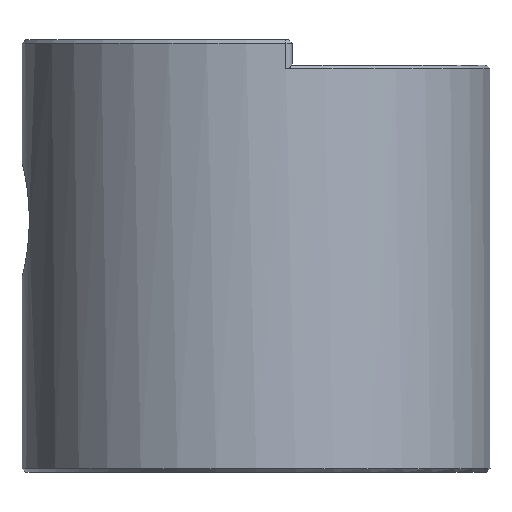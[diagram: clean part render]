
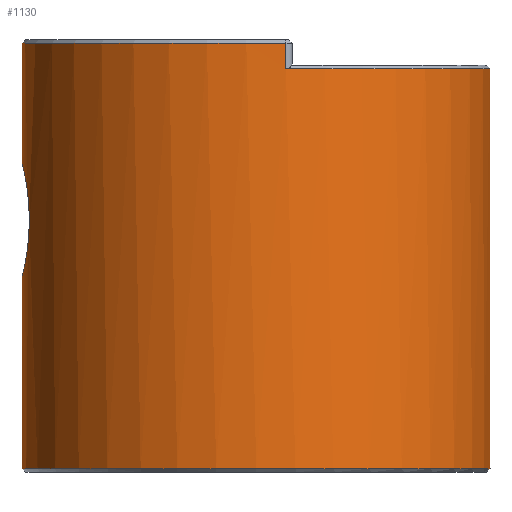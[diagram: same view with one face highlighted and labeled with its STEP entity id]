
A CAD part, left-side view. The second image highlights one B-rep face of the part: STEP entity #1130.
In plain terms, the highlighted cylindrical face has radius 32.5 mm (diameter 65 mm), a full revolution.
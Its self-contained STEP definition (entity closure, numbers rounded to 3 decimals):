
#43=B_SPLINE_CURVE_WITH_KNOTS('',3,(#1586,#1587,#1588,#1589,#1590,#1591,
#1592,#1593,#1594,#1595,#1596,#1597,#1598,#1599,#1600,#1601,#1602,#1603,
#1604),.UNSPECIFIED.,.T.,.F.,(1,1,1,1,1,1,1,1,1,1,1,1,1,1,1,1,1,1,1,1,1,
1,1),(-0.009,-0.006,-0.003,0.,
0.003,0.006,0.009,0.013,
0.016,0.019,0.022,0.025,
0.028,0.031,0.035,0.038,
0.041,0.044,0.047,0.05,
0.053,0.056,0.06),.UNSPECIFIED.);
#50=CYLINDRICAL_SURFACE('',#1200,32.5);
#70=LINE('',#1606,#110);
#71=LINE('',#1611,#111);
#110=VECTOR('',#1330,1000.);
#111=VECTOR('',#1333,1000.);
#161=ORIENTED_EDGE('',*,*,#361,.T.);
#162=ORIENTED_EDGE('',*,*,#362,.F.);
#163=ORIENTED_EDGE('',*,*,#363,.T.);
#164=ORIENTED_EDGE('',*,*,#364,.T.);
#165=ORIENTED_EDGE('',*,*,#365,.T.);
#166=ORIENTED_EDGE('',*,*,#366,.T.);
#361=EDGE_CURVE('',#461,#461,#527,.F.);
#362=EDGE_CURVE('',#462,#462,#43,.T.);
#363=EDGE_CURVE('',#463,#464,#70,.F.);
#364=EDGE_CURVE('',#464,#465,#528,.T.);
#365=EDGE_CURVE('',#465,#466,#71,.T.);
#366=EDGE_CURVE('',#466,#463,#529,.F.);
#461=VERTEX_POINT('',#1585);
#462=VERTEX_POINT('',#1605);
#463=VERTEX_POINT('',#1607);
#464=VERTEX_POINT('',#1608);
#465=VERTEX_POINT('',#1610);
#466=VERTEX_POINT('',#1612);
#527=CIRCLE('',#1201,32.5);
#528=CIRCLE('',#1202,32.5);
#529=CIRCLE('',#1203,32.5);
#572=EDGE_LOOP('',(#161));
#573=EDGE_LOOP('',(#162));
#574=EDGE_LOOP('',(#163,#164,#165,#166));
#654=FACE_BOUND('',#572,.T.);
#655=FACE_BOUND('',#573,.T.);
#656=FACE_BOUND('',#574,.T.);
#1130=ADVANCED_FACE('',(#654,#655,#656),#50,.T.);
#1200=AXIS2_PLACEMENT_3D('',#1583,#1326,#1327);
#1201=AXIS2_PLACEMENT_3D('',#1584,#1328,#1329);
#1202=AXIS2_PLACEMENT_3D('',#1609,#1331,#1332);
#1203=AXIS2_PLACEMENT_3D('',#1613,#1334,#1335);
#1326=DIRECTION('',(0.,0.,1.));
#1327=DIRECTION('',(1.,0.,0.));
#1328=DIRECTION('',(0.,0.,-1.));
#1329=DIRECTION('',(-1.,0.,0.));
#1330=DIRECTION('',(0.,0.,1.));
#1331=DIRECTION('',(0.,0.,-1.));
#1332=DIRECTION('',(-1.,0.,0.));
#1333=DIRECTION('',(0.,0.,1.));
#1334=DIRECTION('',(0.,0.,1.));
#1335=DIRECTION('',(1.,0.,0.));
#1583=CARTESIAN_POINT('',(0.,0.,-60.));
#1584=CARTESIAN_POINT('',(0.,0.,-59.5));
#1585=CARTESIAN_POINT('',(-32.5,0.,-59.5));
#1586=CARTESIAN_POINT('',(3.163,32.392,-32.575));
#1587=CARTESIAN_POINT('',(-0.002,32.554,-33.212));
#1588=CARTESIAN_POINT('',(-3.154,32.392,-32.578));
#1589=CARTESIAN_POINT('',(-5.804,32.005,-30.801));
#1590=CARTESIAN_POINT('',(-7.578,31.612,-28.153));
#1591=CARTESIAN_POINT('',(-8.21,31.444,-25.006));
#1592=CARTESIAN_POINT('',(-7.582,31.611,-21.853));
#1593=CARTESIAN_POINT('',(-5.803,32.005,-19.197));
#1594=CARTESIAN_POINT('',(-3.152,32.392,-17.422));
#1595=CARTESIAN_POINT('',(-0.004,32.554,-16.79));
#1596=CARTESIAN_POINT('',(3.147,32.393,-17.419));
#1597=CARTESIAN_POINT('',(5.798,32.006,-19.193));
#1598=CARTESIAN_POINT('',(7.576,31.612,-21.842));
#1599=CARTESIAN_POINT('',(8.211,31.444,-24.996));
#1600=CARTESIAN_POINT('',(7.58,31.611,-28.149));
#1601=CARTESIAN_POINT('',(5.805,32.004,-30.799));
#1602=CARTESIAN_POINT('',(3.163,32.392,-32.575));
#1603=CARTESIAN_POINT('',(-0.002,32.554,-33.212));
#1604=CARTESIAN_POINT('',(-3.154,32.392,-32.578));
#1605=CARTESIAN_POINT('',(0.,32.5,-33.));
#1606=CARTESIAN_POINT('',(32.237,-4.127,-60.));
#1607=CARTESIAN_POINT('',(32.237,-4.127,-0.5));
#1608=CARTESIAN_POINT('',(32.237,-4.127,-4.));
#1609=CARTESIAN_POINT('',(0.,0.,-4.));
#1610=CARTESIAN_POINT('',(-32.237,-4.127,-4.));
#1611=CARTESIAN_POINT('',(-32.237,-4.127,-60.));
#1612=CARTESIAN_POINT('',(-32.237,-4.127,-0.5));
#1613=CARTESIAN_POINT('',(0.,0.,-0.5));
